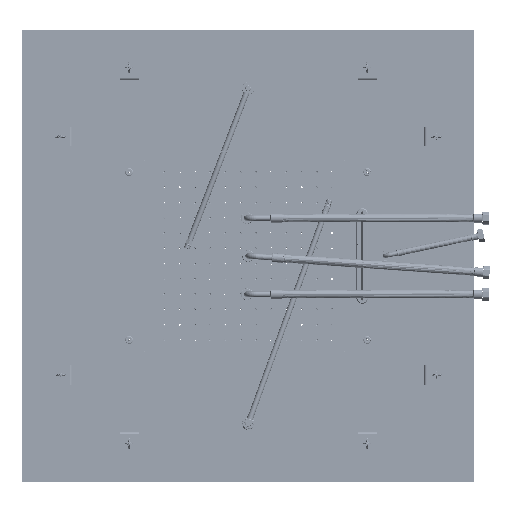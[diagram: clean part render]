
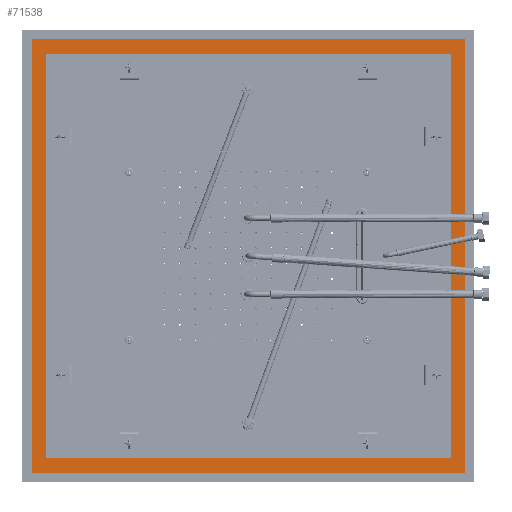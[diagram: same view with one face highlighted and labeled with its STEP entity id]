
A CAD part, top view. The second image highlights one B-rep face of the part: STEP entity #71538.
In plain terms, the highlighted planar face has unit normal (0, 0, 1).
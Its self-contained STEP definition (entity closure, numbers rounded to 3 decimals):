
#25469=ORIENTED_EDGE('',*,*,#38431,.T.);
#25470=ORIENTED_EDGE('',*,*,#38432,.T.);
#25471=ORIENTED_EDGE('',*,*,#38433,.T.);
#25472=ORIENTED_EDGE('',*,*,#38434,.T.);
#25473=ORIENTED_EDGE('',*,*,#38435,.F.);
#25474=ORIENTED_EDGE('',*,*,#38057,.F.);
#25475=ORIENTED_EDGE('',*,*,#38242,.F.);
#25476=ORIENTED_EDGE('',*,*,#38267,.F.);
#38057=EDGE_CURVE('',#49584,#49586,#54257,.T.);
#38242=EDGE_CURVE('',#49747,#49584,#54413,.T.);
#38267=EDGE_CURVE('',#49770,#49747,#54434,.T.);
#38431=EDGE_CURVE('',#49895,#49896,#54576,.T.);
#38432=EDGE_CURVE('',#49896,#49897,#54577,.T.);
#38433=EDGE_CURVE('',#49897,#49898,#54578,.T.);
#38434=EDGE_CURVE('',#49898,#49895,#54579,.T.);
#38435=EDGE_CURVE('',#49586,#49770,#54580,.T.);
#49584=VERTEX_POINT('',#198622);
#49586=VERTEX_POINT('',#198625);
#49747=VERTEX_POINT('',#198990);
#49770=VERTEX_POINT('',#199038);
#49895=VERTEX_POINT('',#199361);
#49896=VERTEX_POINT('',#199362);
#49897=VERTEX_POINT('',#199364);
#49898=VERTEX_POINT('',#199366);
#54257=LINE('',#198624,#58982);
#54413=LINE('',#198989,#59138);
#54434=LINE('',#199039,#59159);
#54576=LINE('',#199360,#59301);
#54577=LINE('',#199363,#59302);
#54578=LINE('',#199365,#59303);
#54579=LINE('',#199367,#59304);
#54580=LINE('',#199368,#59305);
#58982=VECTOR('',#98930,1000.);
#59138=VECTOR('',#99182,1000.);
#59159=VECTOR('',#99213,1000.);
#59301=VECTOR('',#99465,1000.);
#59302=VECTOR('',#99466,1000.);
#59303=VECTOR('',#99467,1000.);
#59304=VECTOR('',#99468,1000.);
#59305=VECTOR('',#99469,1000.);
#63994=EDGE_LOOP('',(#25469,#25470,#25471,#25472));
#63995=EDGE_LOOP('',(#25473,#25474,#25475,#25476));
#68485=FACE_BOUND('',#63994,.T.);
#68486=FACE_BOUND('',#63995,.T.);
#69431=PLANE('',#81241);
#71538=ADVANCED_FACE('',(#68485,#68486),#69431,.T.);
#81241=AXIS2_PLACEMENT_3D('',#199359,#99463,#99464);
#98930=DIRECTION('',(-1.,0.,0.));
#99182=DIRECTION('',(0.,-1.,0.));
#99213=DIRECTION('',(1.,0.,0.));
#99463=DIRECTION('',(0.,0.,1.));
#99464=DIRECTION('',(0.,1.,0.));
#99465=DIRECTION('',(0.,1.,0.));
#99466=DIRECTION('',(1.,0.,0.));
#99467=DIRECTION('',(0.,-1.,0.));
#99468=DIRECTION('',(-1.,0.,0.));
#99469=DIRECTION('',(0.,1.,0.));
#198622=CARTESIAN_POINT('',(455.,-455.,60.));
#198624=CARTESIAN_POINT('',(455.,-455.,60.));
#198625=CARTESIAN_POINT('',(-455.,-455.,60.));
#198989=CARTESIAN_POINT('',(455.,455.,60.));
#198990=CARTESIAN_POINT('',(455.,455.,60.));
#199038=CARTESIAN_POINT('',(-455.,455.,60.));
#199039=CARTESIAN_POINT('',(-455.,455.,60.));
#199359=CARTESIAN_POINT('',(-439.75,425.,60.));
#199360=CARTESIAN_POINT('',(-425.,-425.,60.));
#199361=CARTESIAN_POINT('',(-425.,-425.,60.));
#199362=CARTESIAN_POINT('',(-425.,425.,60.));
#199363=CARTESIAN_POINT('',(-425.,425.,60.));
#199364=CARTESIAN_POINT('',(425.,425.,60.));
#199365=CARTESIAN_POINT('',(425.,425.,60.));
#199366=CARTESIAN_POINT('',(425.,-425.,60.));
#199367=CARTESIAN_POINT('',(425.,-425.,60.));
#199368=CARTESIAN_POINT('',(-455.,-455.,60.));
